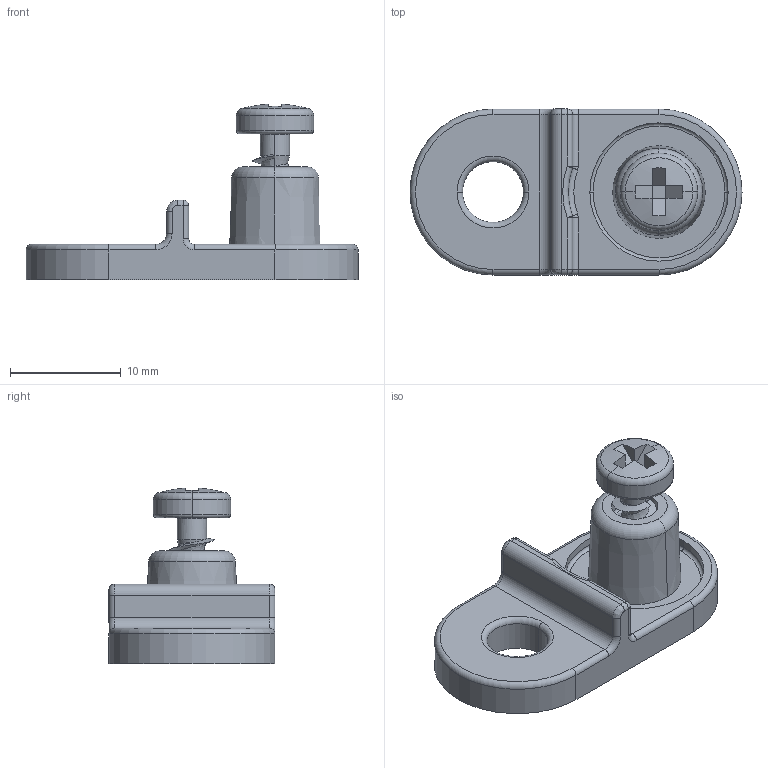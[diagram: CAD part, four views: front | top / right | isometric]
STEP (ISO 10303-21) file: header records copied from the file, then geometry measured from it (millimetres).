
FILE_DESCRIPTION((''),'2;1');
FILE_NAME('SFL1_ASM','2017-05-23T',('kjell_andersson'),(''),'CREO PARAMETRIC BY PTC INC, 2015290','CREO PARAMETRIC BY PTC INC, 2015290','');
FILE_SCHEMA(('AUTOMOTIVE_DESIGN { 1 0 10303 214 1 1 1 1 }'));
Length unit declared in the file: millimetre
Products named in the file (3): PMR157; PT40X10; SFL1_ASM
Assembly tree (2 placements, depth 2):
  SFL1_ASM
    PMR157
    PT40X10
Bounding box: 30 x 15 x 15.87 mm (x, y, z)
Volume: 1634.9 mm3; surface area: 1712.4 mm2
Topology: 2 solids, 2 shells, 108 faces, 241 edges, 140 vertices
Faces by surface type: cylinder 35, plane 28, torus 27, bspline 9, sphere 6, cone 3
Entity records: 6108 total; most frequent: CARTESIAN_POINT 1935, DIRECTION 561, ORIENTED_EDGE 482, EDGE_CURVE 241, AXIS2_PLACEMENT_3D 237, COLOUR_RGB 200, PROPERTY_DEFINITION 179, REPRESENTATION 177
